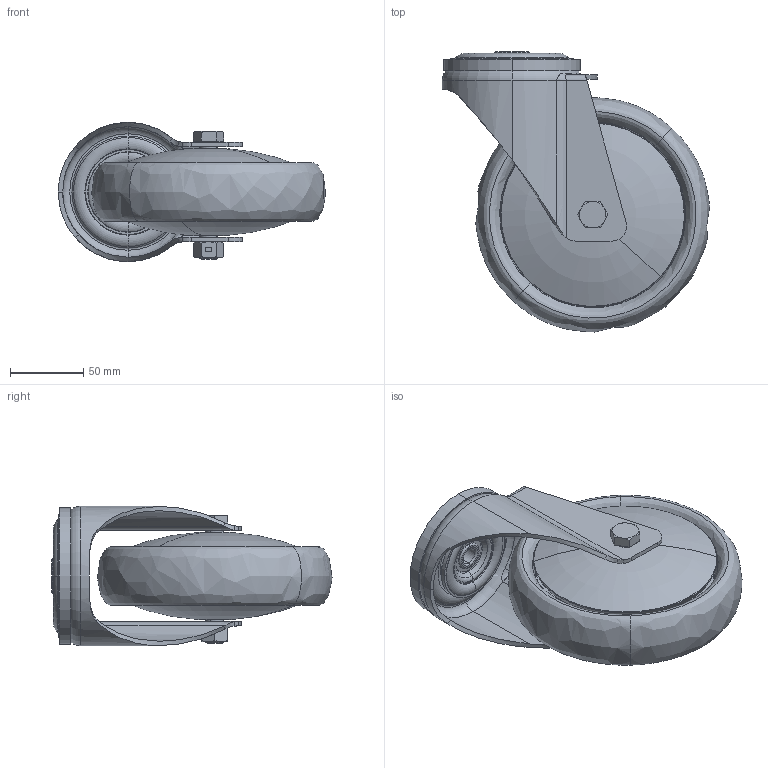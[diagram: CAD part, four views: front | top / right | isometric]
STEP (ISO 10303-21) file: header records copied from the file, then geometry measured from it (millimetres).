
FILE_DESCRIPTION (( 'STEP AP214' ), '1' );
FILE_NAME ('0056242.step', '2023-11-07T11:13:01', ( '' ), ( '' ), 'SwSTEP 2.0', 'SolidWorks 2020', '' );
FILE_SCHEMA (( 'AUTOMOTIVE_DESIGN' ));
Length unit declared in the file: millimetre
Products named in the file (1): 0056242
Bounding box: 182.26 x 190.97 x 95 mm (x, y, z)
Volume: 590677.7 mm3; surface area: 225756.6 mm2
Topology: 21 solids, 22 shells, 451 faces, 970 edges, 558 vertices
Faces by surface type: torus 132, cylinder 91, plane 89, cone 83, bspline 32, sphere 24
Entity records: 20180 total; most frequent: CARTESIAN_POINT 5361, DIRECTION 2230, ORIENTED_EDGE 1844, AXIS2_PLACEMENT_3D 998, EDGE_CURVE 922, CIRCLE 578, VERTEX_POINT 534, EDGE_LOOP 500
